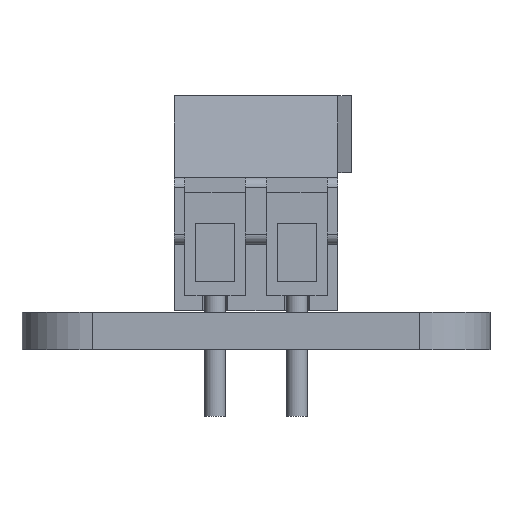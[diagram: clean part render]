
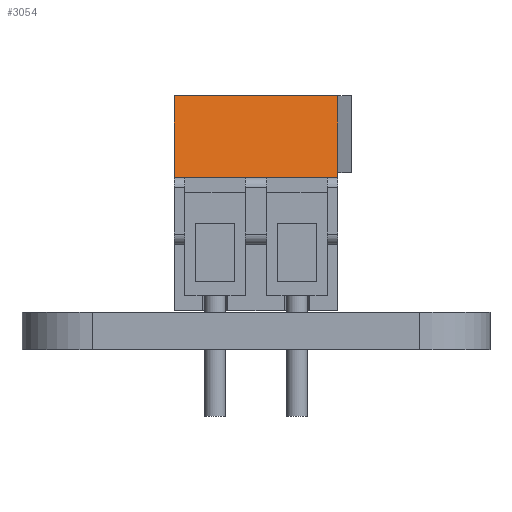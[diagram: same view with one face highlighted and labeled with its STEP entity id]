
A CAD part, left-side view. The second image highlights one B-rep face of the part: STEP entity #3054.
In plain terms, the highlighted face is planar.
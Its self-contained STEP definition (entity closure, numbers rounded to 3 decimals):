
#84 = PLANE('',#85);
#85 = AXIS2_PLACEMENT_3D('',#86,#87,#88);
#86 = CARTESIAN_POINT('',(-1.75,-0.574,4.593));
#87 = DIRECTION('',(-1.,-0.,-0.));
#88 = DIRECTION('',(0.,0.,-1.));
#488 = PLANE('',#489);
#489 = AXIS2_PLACEMENT_3D('',#490,#491,#492);
#490 = CARTESIAN_POINT('',(5.25,-0.574,4.593));
#491 = DIRECTION('',(1.,0.,0.));
#492 = DIRECTION('',(0.,0.,1.));
#672 = VERTEX_POINT('',#673);
#673 = CARTESIAN_POINT('',(-1.75,-3.45,5.7));
#687 = PLANE('',#688);
#688 = AXIS2_PLACEMENT_3D('',#689,#690,#691);
#689 = CARTESIAN_POINT('',(1.75,-3.725,5.7));
#690 = DIRECTION('',(0.,0.,1.));
#691 = DIRECTION('',(0.,1.,0.));
#699 = EDGE_CURVE('',#700,#672,#702,.T.);
#700 = VERTEX_POINT('',#701);
#701 = CARTESIAN_POINT('',(-1.75,-2.83,9.2));
#702 = SURFACE_CURVE('',#703,(#707,#714),.PCURVE_S1.);
#703 = LINE('',#704,#705);
#704 = CARTESIAN_POINT('',(-1.75,-2.83,9.2));
#705 = VECTOR('',#706,1.);
#706 = DIRECTION('',(0.,-0.174,-0.985));
#707 = PCURVE('',#84,#708);
#708 = DEFINITIONAL_REPRESENTATION('',(#709),#713);
#709 = LINE('',#710,#711);
#710 = CARTESIAN_POINT('',(-4.607,2.256));
#711 = VECTOR('',#712,1.);
#712 = DIRECTION('',(0.985,0.174));
#713 = ( GEOMETRIC_REPRESENTATION_CONTEXT(2) 
PARAMETRIC_REPRESENTATION_CONTEXT() REPRESENTATION_CONTEXT('2D SPACE',''
  ) );
#714 = PCURVE('',#715,#720);
#715 = PLANE('',#716);
#716 = AXIS2_PLACEMENT_3D('',#717,#718,#719);
#717 = CARTESIAN_POINT('',(-1.75,-2.83,9.2));
#718 = DIRECTION('',(0.,0.985,-0.174));
#719 = DIRECTION('',(0.,-0.174,-0.985));
#720 = DEFINITIONAL_REPRESENTATION('',(#721),#725);
#721 = LINE('',#722,#723);
#722 = CARTESIAN_POINT('',(0.,0.));
#723 = VECTOR('',#724,1.);
#724 = DIRECTION('',(1.,0.));
#725 = ( GEOMETRIC_REPRESENTATION_CONTEXT(2) 
PARAMETRIC_REPRESENTATION_CONTEXT() REPRESENTATION_CONTEXT('2D SPACE',''
  ) );
#743 = PLANE('',#744);
#744 = AXIS2_PLACEMENT_3D('',#745,#746,#747);
#745 = CARTESIAN_POINT('',(1.849,0.088,9.2));
#746 = DIRECTION('',(0.,0.,1.));
#747 = DIRECTION('',(1.,0.,0.));
#1343 = VERTEX_POINT('',#1344);
#1344 = CARTESIAN_POINT('',(5.25,-2.83,9.2));
#1365 = EDGE_CURVE('',#1343,#1366,#1368,.T.);
#1366 = VERTEX_POINT('',#1367);
#1367 = CARTESIAN_POINT('',(5.25,-3.45,5.7));
#1368 = SURFACE_CURVE('',#1369,(#1373,#1380),.PCURVE_S1.);
#1369 = LINE('',#1370,#1371);
#1370 = CARTESIAN_POINT('',(5.25,-2.83,9.2));
#1371 = VECTOR('',#1372,1.);
#1372 = DIRECTION('',(0.,-0.174,-0.985));
#1373 = PCURVE('',#488,#1374);
#1374 = DEFINITIONAL_REPRESENTATION('',(#1375),#1379);
#1375 = LINE('',#1376,#1377);
#1376 = CARTESIAN_POINT('',(4.607,2.256));
#1377 = VECTOR('',#1378,1.);
#1378 = DIRECTION('',(-0.985,0.174));
#1379 = ( GEOMETRIC_REPRESENTATION_CONTEXT(2) 
PARAMETRIC_REPRESENTATION_CONTEXT() REPRESENTATION_CONTEXT('2D SPACE',''
  ) );
#1380 = PCURVE('',#715,#1381);
#1381 = DEFINITIONAL_REPRESENTATION('',(#1382),#1386);
#1382 = LINE('',#1383,#1384);
#1383 = CARTESIAN_POINT('',(0.,-7.));
#1384 = VECTOR('',#1385,1.);
#1385 = DIRECTION('',(1.,0.));
#1386 = ( GEOMETRIC_REPRESENTATION_CONTEXT(2) 
PARAMETRIC_REPRESENTATION_CONTEXT() REPRESENTATION_CONTEXT('2D SPACE',''
  ) );
#2575 = EDGE_CURVE('',#700,#1343,#2576,.T.);
#2576 = SURFACE_CURVE('',#2577,(#2581,#2588),.PCURVE_S1.);
#2577 = LINE('',#2578,#2579);
#2578 = CARTESIAN_POINT('',(-1.75,-2.83,9.2));
#2579 = VECTOR('',#2580,1.);
#2580 = DIRECTION('',(1.,0.,0.));
#2581 = PCURVE('',#743,#2582);
#2582 = DEFINITIONAL_REPRESENTATION('',(#2583),#2587);
#2583 = LINE('',#2584,#2585);
#2584 = CARTESIAN_POINT('',(-3.599,-2.918));
#2585 = VECTOR('',#2586,1.);
#2586 = DIRECTION('',(1.,0.));
#2587 = ( GEOMETRIC_REPRESENTATION_CONTEXT(2) 
PARAMETRIC_REPRESENTATION_CONTEXT() REPRESENTATION_CONTEXT('2D SPACE',''
  ) );
#2588 = PCURVE('',#715,#2589);
#2589 = DEFINITIONAL_REPRESENTATION('',(#2590),#2594);
#2590 = LINE('',#2591,#2592);
#2591 = CARTESIAN_POINT('',(0.,0.));
#2592 = VECTOR('',#2593,1.);
#2593 = DIRECTION('',(0.,-1.));
#2594 = ( GEOMETRIC_REPRESENTATION_CONTEXT(2) 
PARAMETRIC_REPRESENTATION_CONTEXT() REPRESENTATION_CONTEXT('2D SPACE',''
  ) );
#3054 = ADVANCED_FACE('',(#3055),#715,.F.);
#3055 = FACE_BOUND('',#3056,.F.);
#3056 = EDGE_LOOP('',(#3057,#3058,#3059,#3080));
#3057 = ORIENTED_EDGE('',*,*,#2575,.T.);
#3058 = ORIENTED_EDGE('',*,*,#1365,.T.);
#3059 = ORIENTED_EDGE('',*,*,#3060,.F.);
#3060 = EDGE_CURVE('',#672,#1366,#3061,.T.);
#3061 = SURFACE_CURVE('',#3062,(#3066,#3073),.PCURVE_S1.);
#3062 = LINE('',#3063,#3064);
#3063 = CARTESIAN_POINT('',(-1.75,-3.45,5.7));
#3064 = VECTOR('',#3065,1.);
#3065 = DIRECTION('',(1.,0.,0.));
#3066 = PCURVE('',#715,#3067);
#3067 = DEFINITIONAL_REPRESENTATION('',(#3068),#3072);
#3068 = LINE('',#3069,#3070);
#3069 = CARTESIAN_POINT('',(3.554,0.));
#3070 = VECTOR('',#3071,1.);
#3071 = DIRECTION('',(0.,-1.));
#3072 = ( GEOMETRIC_REPRESENTATION_CONTEXT(2) 
PARAMETRIC_REPRESENTATION_CONTEXT() REPRESENTATION_CONTEXT('2D SPACE',''
  ) );
#3073 = PCURVE('',#687,#3074);
#3074 = DEFINITIONAL_REPRESENTATION('',(#3075),#3079);
#3075 = LINE('',#3076,#3077);
#3076 = CARTESIAN_POINT('',(0.275,3.5));
#3077 = VECTOR('',#3078,1.);
#3078 = DIRECTION('',(0.,-1.));
#3079 = ( GEOMETRIC_REPRESENTATION_CONTEXT(2) 
PARAMETRIC_REPRESENTATION_CONTEXT() REPRESENTATION_CONTEXT('2D SPACE',''
  ) );
#3080 = ORIENTED_EDGE('',*,*,#699,.F.);
